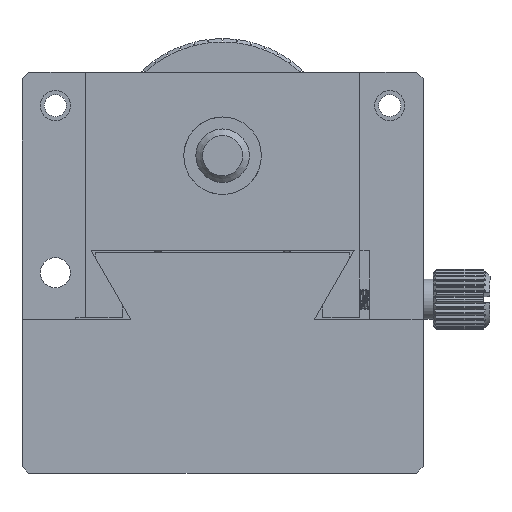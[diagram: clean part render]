
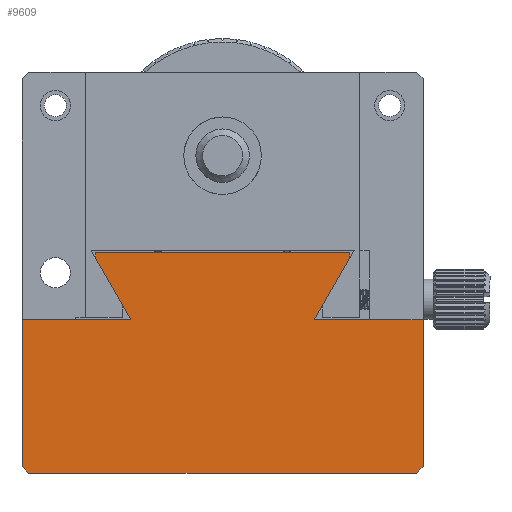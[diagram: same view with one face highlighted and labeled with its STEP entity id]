
A CAD part, front view. The second image highlights one B-rep face of the part: STEP entity #9609.
In plain terms, the highlighted planar face has unit normal (0, -1, 0).
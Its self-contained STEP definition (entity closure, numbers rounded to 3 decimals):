
#233 = VERTEX_POINT ( 'NONE', #22033 ) ;
#716 = VECTOR ( 'NONE', #9839, 1000. ) ;
#987 = ORIENTED_EDGE ( 'NONE', *, *, #7244, .F. ) ;
#1151 = VECTOR ( 'NONE', #2468, 1000. ) ;
#1172 = CARTESIAN_POINT ( 'NONE',  ( 5.522, 11.092, 35.805 ) ) ;
#1333 = VECTOR ( 'NONE', #12810, 1000. ) ;
#1555 = ORIENTED_EDGE ( 'NONE', *, *, #15477, .T. ) ;
#2003 = FACE_OUTER_BOUND ( 'NONE', #22168, .T. ) ;
#2059 = CARTESIAN_POINT ( 'NONE',  ( 64.522, 11.092, 35.805 ) ) ;
#2143 = CARTESIAN_POINT ( 'NONE',  ( 20.796, 11.092, 58.805 ) ) ;
#2468 = DIRECTION ( 'NONE',  ( 1., 0., 0. ) ) ;
#3459 = LINE ( 'NONE', #17866, #22650 ) ;
#3901 = LINE ( 'NONE', #14015, #4530 ) ;
#4042 = DIRECTION ( 'NONE',  ( -0.707, 0., -0.707 ) ) ;
#4413 = LINE ( 'NONE', #12883, #8904 ) ;
#4416 = EDGE_CURVE ( 'NONE', #8039, #233, #16321, .T. ) ;
#4506 = VECTOR ( 'NONE', #22189, 1000. ) ;
#4530 = VECTOR ( 'NONE', #4042, 1000. ) ;
#4720 = EDGE_CURVE ( 'NONE', #20274, #24433, #23071, .T. ) ;
#5387 = VERTEX_POINT ( 'NONE', #24366 ) ;
#5473 = DIRECTION ( 'NONE',  ( 0., 0., -1. ) ) ;
#5559 = CARTESIAN_POINT ( 'NONE',  ( 15.522, 11.092, 68.805 ) ) ;
#5730 = LINE ( 'NONE', #25985, #24263 ) ;
#5747 = DIRECTION ( 'NONE',  ( 1., 0., 0. ) ) ;
#5798 = VERTEX_POINT ( 'NONE', #21373 ) ;
#5816 = DIRECTION ( 'NONE',  ( 0., 0., -1. ) ) ;
#6349 = VERTEX_POINT ( 'NONE', #23606 ) ;
#6517 = LINE ( 'NONE', #2059, #1151 ) ;
#6697 = ORIENTED_EDGE ( 'NONE', *, *, #7364, .F. ) ;
#6801 = VECTOR ( 'NONE', #25205, 1000. ) ;
#6866 = ORIENTED_EDGE ( 'NONE', *, *, #21751, .F. ) ;
#7244 = EDGE_CURVE ( 'NONE', #11739, #5798, #9389, .T. ) ;
#7364 = EDGE_CURVE ( 'NONE', #5798, #23716, #5730, .T. ) ;
#8039 = VERTEX_POINT ( 'NONE', #18991 ) ;
#8230 = CARTESIAN_POINT ( 'NONE',  ( 34.522, 11.092, 35.805 ) ) ;
#8324 = VECTOR ( 'NONE', #13544, 1000. ) ;
#8604 = LINE ( 'NONE', #19233, #6801 ) ;
#8707 = EDGE_CURVE ( 'NONE', #24433, #19391, #9907, .T. ) ;
#8904 = VECTOR ( 'NONE', #12613, 1000. ) ;
#9389 = LINE ( 'NONE', #15838, #8324 ) ;
#9609 = ADVANCED_FACE ( 'NONE', ( #2003 ), #18460, .F. ) ;
#9839 = DIRECTION ( 'NONE',  ( -0.5, 0., -0.866 ) ) ;
#9907 = LINE ( 'NONE', #17722, #4506 ) ;
#10059 = CARTESIAN_POINT ( 'NONE',  ( 4.522, 11.092, 36.805 ) ) ;
#10099 = EDGE_CURVE ( 'NONE', #25977, #233, #4413, .T. ) ;
#10296 = CARTESIAN_POINT ( 'NONE',  ( 64.522, 11.092, 36.805 ) ) ;
#10526 = CARTESIAN_POINT ( 'NONE',  ( 5.522, 11.092, 35.805 ) ) ;
#10795 = EDGE_CURVE ( 'NONE', #16559, #11739, #13749, .T. ) ;
#11278 = ORIENTED_EDGE ( 'NONE', *, *, #8707, .F. ) ;
#11739 = VERTEX_POINT ( 'NONE', #15430 ) ;
#11856 = DIRECTION ( 'NONE',  ( 0., 0., -1. ) ) ;
#11912 = CARTESIAN_POINT ( 'NONE',  ( 4.522, 11.092, 58.805 ) ) ;
#11978 = CARTESIAN_POINT ( 'NONE',  ( 53.522, 11.092, 67.939 ) ) ;
#12083 = EDGE_CURVE ( 'NONE', #20274, #5387, #6517, .T. ) ;
#12613 = DIRECTION ( 'NONE',  ( -0.5, 0., 0.866 ) ) ;
#12810 = DIRECTION ( 'NONE',  ( -0.707, 0., 0.707 ) ) ;
#12883 = CARTESIAN_POINT ( 'NONE',  ( 20.796, 11.092, 58.805 ) ) ;
#13544 = DIRECTION ( 'NONE',  ( 1., 0., 0. ) ) ;
#13749 = LINE ( 'NONE', #11978, #716 ) ;
#14015 = CARTESIAN_POINT ( 'NONE',  ( 64.522, 11.092, 36.805 ) ) ;
#14628 = DIRECTION ( 'NONE',  ( 1., 0., 0. ) ) ;
#15128 = VECTOR ( 'NONE', #5816, 1000. ) ;
#15400 = ORIENTED_EDGE ( 'NONE', *, *, #4416, .T. ) ;
#15430 = CARTESIAN_POINT ( 'NONE',  ( 48.249, 11.092, 58.805 ) ) ;
#15477 = EDGE_CURVE ( 'NONE', #16559, #6349, #8604, .T. ) ;
#15838 = CARTESIAN_POINT ( 'NONE',  ( 34.522, 11.092, 58.805 ) ) ;
#16310 = DIRECTION ( 'NONE',  ( 0., 1., 0. ) ) ;
#16321 = LINE ( 'NONE', #5559, #15128 ) ;
#16559 = VERTEX_POINT ( 'NONE', #25272 ) ;
#17722 = CARTESIAN_POINT ( 'NONE',  ( 4.522, 11.092, 35.805 ) ) ;
#17866 = CARTESIAN_POINT ( 'NONE',  ( 34.522, 11.092, 58.805 ) ) ;
#17957 = ORIENTED_EDGE ( 'NONE', *, *, #10099, .F. ) ;
#18258 = LINE ( 'NONE', #24770, #20914 ) ;
#18460 = PLANE ( 'NONE',  #20493 ) ;
#18991 = CARTESIAN_POINT ( 'NONE',  ( 15.522, 11.092, 68.805 ) ) ;
#19233 = CARTESIAN_POINT ( 'NONE',  ( 53.522, 11.092, 68.805 ) ) ;
#19391 = VERTEX_POINT ( 'NONE', #11912 ) ;
#19573 = ORIENTED_EDGE ( 'NONE', *, *, #10795, .F. ) ;
#20274 = VERTEX_POINT ( 'NONE', #1172 ) ;
#20493 = AXIS2_PLACEMENT_3D ( 'NONE', #8230, #16310, #11856 ) ;
#20914 = VECTOR ( 'NONE', #14628, 1000. ) ;
#21373 = CARTESIAN_POINT ( 'NONE',  ( 64.522, 11.092, 58.805 ) ) ;
#21751 = EDGE_CURVE ( 'NONE', #23716, #5387, #3901, .T. ) ;
#22033 = CARTESIAN_POINT ( 'NONE',  ( 15.522, 11.092, 67.939 ) ) ;
#22168 = EDGE_LOOP ( 'NONE', ( #23706, #23368, #6866, #6697, #987, #19573, #1555, #23880, #15400, #17957, #25226, #11278 ) ) ;
#22189 = DIRECTION ( 'NONE',  ( 0., 0., 1. ) ) ;
#22650 = VECTOR ( 'NONE', #5747, 1000. ) ;
#23071 = LINE ( 'NONE', #10526, #1333 ) ;
#23073 = EDGE_CURVE ( 'NONE', #19391, #25977, #3459, .T. ) ;
#23224 = EDGE_CURVE ( 'NONE', #8039, #6349, #18258, .T. ) ;
#23368 = ORIENTED_EDGE ( 'NONE', *, *, #12083, .T. ) ;
#23606 = CARTESIAN_POINT ( 'NONE',  ( 53.522, 11.092, 68.805 ) ) ;
#23706 = ORIENTED_EDGE ( 'NONE', *, *, #4720, .F. ) ;
#23716 = VERTEX_POINT ( 'NONE', #10296 ) ;
#23880 = ORIENTED_EDGE ( 'NONE', *, *, #23224, .F. ) ;
#24263 = VECTOR ( 'NONE', #5473, 1000. ) ;
#24366 = CARTESIAN_POINT ( 'NONE',  ( 63.522, 11.092, 35.805 ) ) ;
#24433 = VERTEX_POINT ( 'NONE', #10059 ) ;
#24770 = CARTESIAN_POINT ( 'NONE',  ( 34.522, 11.092, 68.805 ) ) ;
#25205 = DIRECTION ( 'NONE',  ( 0., 0., 1. ) ) ;
#25226 = ORIENTED_EDGE ( 'NONE', *, *, #23073, .F. ) ;
#25272 = CARTESIAN_POINT ( 'NONE',  ( 53.522, 11.092, 67.939 ) ) ;
#25977 = VERTEX_POINT ( 'NONE', #2143 ) ;
#25985 = CARTESIAN_POINT ( 'NONE',  ( 64.522, 11.092, 35.805 ) ) ;
